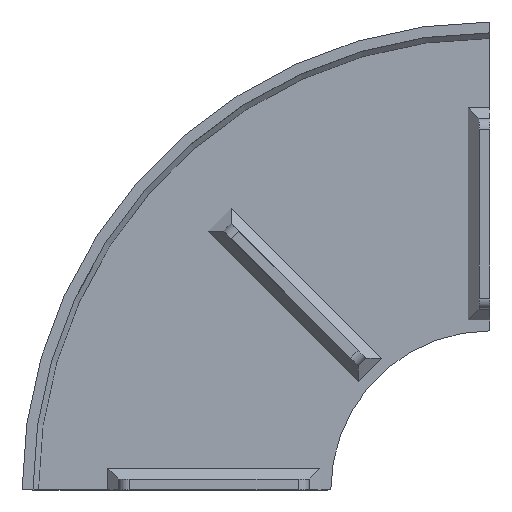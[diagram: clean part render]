
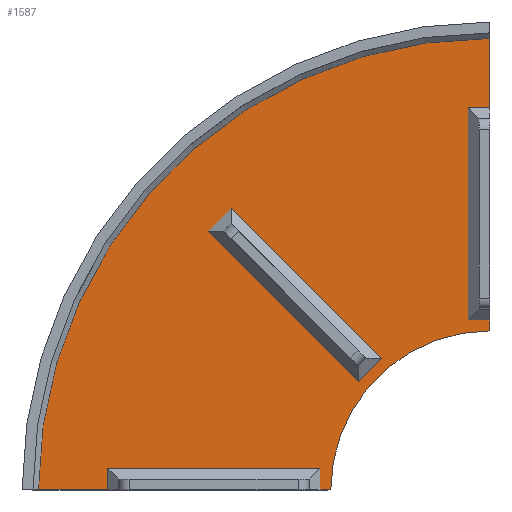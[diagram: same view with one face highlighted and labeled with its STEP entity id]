
A CAD part, top view. The second image highlights one B-rep face of the part: STEP entity #1587.
In plain terms, the highlighted planar face has unit normal (0, 0, 1).
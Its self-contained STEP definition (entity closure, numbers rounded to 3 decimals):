
#11 = EDGE_CURVE ( 'NONE', #1699, #530, #426, .T. ) ;
#20 = LINE ( 'NONE', #1244, #1336 ) ;
#30 = DIRECTION ( 'NONE',  ( 0., 0., 1. ) ) ;
#52 = EDGE_LOOP ( 'NONE', ( #1394, #274, #366, #1046 ) ) ;
#73 = CARTESIAN_POINT ( 'NONE',  ( 0., 62.5, 4. ) ) ;
#79 = VECTOR ( 'NONE', #219, 1000. ) ;
#89 = ORIENTED_EDGE ( 'NONE', *, *, #1582, .T. ) ;
#137 = ORIENTED_EDGE ( 'NONE', *, *, #685, .T. ) ;
#164 = DIRECTION ( 'NONE',  ( 1., 0., 0. ) ) ;
#169 = ORIENTED_EDGE ( 'NONE', *, *, #1192, .T. ) ;
#179 = LINE ( 'NONE', #198, #1664 ) ;
#187 = DIRECTION ( 'NONE',  ( 0., 0., 1. ) ) ;
#194 = VERTEX_POINT ( 'NONE', #1440 ) ;
#198 = CARTESIAN_POINT ( 'NONE',  ( 0., 140.5, 4. ) ) ;
#214 = ORIENTED_EDGE ( 'NONE', *, *, #1264, .T. ) ;
#219 = DIRECTION ( 'NONE',  ( -1., 0., 0. ) ) ;
#234 = CARTESIAN_POINT ( 'NONE',  ( -140.5, 8., 4. ) ) ;
#239 = LINE ( 'NONE', #1583, #1656 ) ;
#256 = ORIENTED_EDGE ( 'NONE', *, *, #322, .T. ) ;
#274 = ORIENTED_EDGE ( 'NONE', *, *, #1706, .T. ) ;
#282 = VECTOR ( 'NONE', #1189, 1000. ) ;
#288 = CARTESIAN_POINT ( 'NONE',  ( -62.5, 8., 4. ) ) ;
#322 = EDGE_CURVE ( 'NONE', #488, #1320, #824, .T. ) ;
#328 = VECTOR ( 'NONE', #866, 1000. ) ;
#329 = PLANE ( 'NONE',  #1135 ) ;
#338 = CARTESIAN_POINT ( 'NONE',  ( -99.349, 99.349, 4. ) ) ;
#346 = ORIENTED_EDGE ( 'NONE', *, *, #1702, .F. ) ;
#353 = VERTEX_POINT ( 'NONE', #1361 ) ;
#364 = LINE ( 'NONE', #1540, #643 ) ;
#366 = ORIENTED_EDGE ( 'NONE', *, *, #762, .T. ) ;
#380 = ORIENTED_EDGE ( 'NONE', *, *, #1243, .T. ) ;
#399 = VECTOR ( 'NONE', #1516, 1000. ) ;
#402 = LINE ( 'NONE', #1562, #920 ) ;
#421 = CARTESIAN_POINT ( 'NONE',  ( 0., 0., 4. ) ) ;
#426 = LINE ( 'NONE', #73, #79 ) ;
#433 = CARTESIAN_POINT ( 'NONE',  ( -62.5, 0., 4. ) ) ;
#442 = VECTOR ( 'NONE', #1302, 1000. ) ;
#443 = DIRECTION ( 'NONE',  ( 0., 1., 0. ) ) ;
#444 = ORIENTED_EDGE ( 'NONE', *, *, #1154, .T. ) ;
#450 = ORIENTED_EDGE ( 'NONE', *, *, #11, .T. ) ;
#456 = DIRECTION ( 'NONE',  ( 0., 0., 1. ) ) ;
#475 = CARTESIAN_POINT ( 'NONE',  ( 0., 0., 4. ) ) ;
#488 = VERTEX_POINT ( 'NONE', #1269 ) ;
#526 = EDGE_LOOP ( 'NONE', ( #89, #1694, #444, #256, #137, #754, #169, #972, #214, #346, #380, #450 ) ) ;
#530 = VERTEX_POINT ( 'NONE', #1380 ) ;
#609 = CARTESIAN_POINT ( 'NONE',  ( 0., 0., 4. ) ) ;
#616 = DIRECTION ( 'NONE',  ( 0., 1., 0. ) ) ;
#643 = VECTOR ( 'NONE', #855, 1000. ) ;
#648 = VERTEX_POINT ( 'NONE', #1050 ) ;
#685 = EDGE_CURVE ( 'NONE', #1320, #905, #1385, .T. ) ;
#694 = CARTESIAN_POINT ( 'NONE',  ( 0., 0., 4. ) ) ;
#733 = CARTESIAN_POINT ( 'NONE',  ( 0., 62.5, 4. ) ) ;
#743 = CARTESIAN_POINT ( 'NONE',  ( -44.194, 44.194, 4. ) ) ;
#754 = ORIENTED_EDGE ( 'NONE', *, *, #1632, .T. ) ;
#762 = EDGE_CURVE ( 'NONE', #1692, #771, #239, .T. ) ;
#767 = LINE ( 'NONE', #1266, #982 ) ;
#771 = VERTEX_POINT ( 'NONE', #1204 ) ;
#783 = EDGE_CURVE ( 'NONE', #648, #194, #871, .T. ) ;
#788 = DIRECTION ( 'NONE',  ( 0.707, -0.707, 0. ) ) ;
#796 = LINE ( 'NONE', #894, #442 ) ;
#806 = VECTOR ( 'NONE', #1680, 1000. ) ;
#824 = CIRCLE ( 'NONE', #909, 166. ) ;
#834 = CIRCLE ( 'NONE', #1064, 58.5 ) ;
#849 = VERTEX_POINT ( 'NONE', #288 ) ;
#855 = DIRECTION ( 'NONE',  ( 0., 1., 0. ) ) ;
#860 = CARTESIAN_POINT ( 'NONE',  ( -95.106, 103.591, 4. ) ) ;
#866 = DIRECTION ( 'NONE',  ( -0.707, -0.707, 0. ) ) ;
#871 = LINE ( 'NONE', #1474, #282 ) ;
#894 = CARTESIAN_POINT ( 'NONE',  ( 0., 8., 4. ) ) ;
#905 = VERTEX_POINT ( 'NONE', #1363 ) ;
#909 = AXIS2_PLACEMENT_3D ( 'NONE', #421, #187, #164 ) ;
#911 = CARTESIAN_POINT ( 'NONE',  ( -166., 0., 4. ) ) ;
#914 = LINE ( 'NONE', #338, #1416 ) ;
#920 = VECTOR ( 'NONE', #1292, 1000. ) ;
#961 = DIRECTION ( 'NONE',  ( 1., 0., 0. ) ) ;
#972 = ORIENTED_EDGE ( 'NONE', *, *, #1684, .T. ) ;
#982 = VECTOR ( 'NONE', #1649, 1000. ) ;
#994 = DIRECTION ( 'NONE',  ( 0.707, 0.707, 0. ) ) ;
#1046 = ORIENTED_EDGE ( 'NONE', *, *, #1675, .T. ) ;
#1050 = CARTESIAN_POINT ( 'NONE',  ( -48.437, 39.952, 4. ) ) ;
#1064 = AXIS2_PLACEMENT_3D ( 'NONE', #1406, #456, #1411 ) ;
#1122 = CARTESIAN_POINT ( 'NONE',  ( 0., 140.5, 4. ) ) ;
#1135 = AXIS2_PLACEMENT_3D ( 'NONE', #694, #30, #961 ) ;
#1154 = EDGE_CURVE ( 'NONE', #1590, #488, #364, .T. ) ;
#1189 = DIRECTION ( 'NONE',  ( -0.707, 0.707, 0. ) ) ;
#1192 = EDGE_CURVE ( 'NONE', #1255, #849, #796, .T. ) ;
#1204 = CARTESIAN_POINT ( 'NONE',  ( -39.952, 48.437, 4. ) ) ;
#1243 = EDGE_CURVE ( 'NONE', #1708, #1699, #1318, .T. ) ;
#1244 = CARTESIAN_POINT ( 'NONE',  ( -140.5, 0., 4. ) ) ;
#1255 = VERTEX_POINT ( 'NONE', #234 ) ;
#1264 = EDGE_CURVE ( 'NONE', #1596, #353, #402, .T. ) ;
#1266 = CARTESIAN_POINT ( 'NONE',  ( -62.5, 0., 4. ) ) ;
#1269 = CARTESIAN_POINT ( 'NONE',  ( 0., 166., 4. ) ) ;
#1276 = CARTESIAN_POINT ( 'NONE',  ( 0., 58.5, 4. ) ) ;
#1292 = DIRECTION ( 'NONE',  ( 1., 0., 0. ) ) ;
#1302 = DIRECTION ( 'NONE',  ( 1., 0., 0. ) ) ;
#1318 = LINE ( 'NONE', #475, #1418 ) ;
#1320 = VERTEX_POINT ( 'NONE', #911 ) ;
#1336 = VECTOR ( 'NONE', #443, 1000. ) ;
#1355 = VERTEX_POINT ( 'NONE', #1442 ) ;
#1356 = LINE ( 'NONE', #1362, #399 ) ;
#1361 = CARTESIAN_POINT ( 'NONE',  ( -58.5, 0., 4. ) ) ;
#1362 = CARTESIAN_POINT ( 'NONE',  ( -8., 0., 4. ) ) ;
#1363 = CARTESIAN_POINT ( 'NONE',  ( -140.5, 0., 4. ) ) ;
#1372 = FACE_OUTER_BOUND ( 'NONE', #526, .T. ) ;
#1380 = CARTESIAN_POINT ( 'NONE',  ( -8., 62.5, 4. ) ) ;
#1382 = DIRECTION ( 'NONE',  ( 1., 0., 0. ) ) ;
#1385 = LINE ( 'NONE', #609, #806 ) ;
#1394 = ORIENTED_EDGE ( 'NONE', *, *, #783, .T. ) ;
#1406 = CARTESIAN_POINT ( 'NONE',  ( 0., 0., 4. ) ) ;
#1411 = DIRECTION ( 'NONE',  ( 1., 0., 0. ) ) ;
#1416 = VECTOR ( 'NONE', #994, 1000. ) ;
#1418 = VECTOR ( 'NONE', #616, 1000. ) ;
#1435 = LINE ( 'NONE', #743, #328 ) ;
#1440 = CARTESIAN_POINT ( 'NONE',  ( -103.591, 95.106, 4. ) ) ;
#1442 = CARTESIAN_POINT ( 'NONE',  ( -8., 140.5, 4. ) ) ;
#1474 = CARTESIAN_POINT ( 'NONE',  ( -4.243, -4.243, 4. ) ) ;
#1501 = FACE_BOUND ( 'NONE', #52, .T. ) ;
#1516 = DIRECTION ( 'NONE',  ( 0., 1., 0. ) ) ;
#1524 = EDGE_CURVE ( 'NONE', #1355, #1590, #179, .T. ) ;
#1540 = CARTESIAN_POINT ( 'NONE',  ( 0., 0., 4. ) ) ;
#1562 = CARTESIAN_POINT ( 'NONE',  ( 0., 0., 4. ) ) ;
#1582 = EDGE_CURVE ( 'NONE', #530, #1355, #1356, .T. ) ;
#1583 = CARTESIAN_POINT ( 'NONE',  ( 4.243, 4.243, 4. ) ) ;
#1587 = ADVANCED_FACE ( 'NONE', ( #1501, #1372 ), #329, .T. ) ;
#1590 = VERTEX_POINT ( 'NONE', #1122 ) ;
#1596 = VERTEX_POINT ( 'NONE', #433 ) ;
#1632 = EDGE_CURVE ( 'NONE', #905, #1255, #20, .T. ) ;
#1649 = DIRECTION ( 'NONE',  ( 0., -1., 0. ) ) ;
#1656 = VECTOR ( 'NONE', #788, 1000. ) ;
#1664 = VECTOR ( 'NONE', #1382, 1000. ) ;
#1675 = EDGE_CURVE ( 'NONE', #771, #648, #1435, .T. ) ;
#1680 = DIRECTION ( 'NONE',  ( 1., 0., 0. ) ) ;
#1684 = EDGE_CURVE ( 'NONE', #849, #1596, #767, .T. ) ;
#1692 = VERTEX_POINT ( 'NONE', #860 ) ;
#1694 = ORIENTED_EDGE ( 'NONE', *, *, #1524, .T. ) ;
#1699 = VERTEX_POINT ( 'NONE', #733 ) ;
#1702 = EDGE_CURVE ( 'NONE', #1708, #353, #834, .T. ) ;
#1706 = EDGE_CURVE ( 'NONE', #194, #1692, #914, .T. ) ;
#1708 = VERTEX_POINT ( 'NONE', #1276 ) ;
